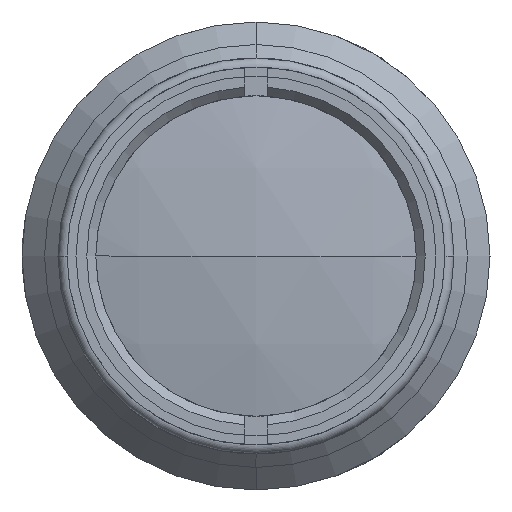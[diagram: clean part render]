
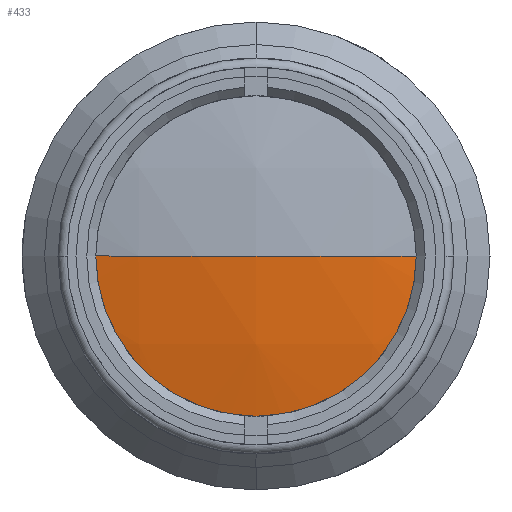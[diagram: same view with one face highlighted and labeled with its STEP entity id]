
A CAD part, left-side view. The second image highlights one B-rep face of the part: STEP entity #433.
In plain terms, the highlighted spherical face has radius 87.5 mm.
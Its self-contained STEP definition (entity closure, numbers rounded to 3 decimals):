
#15 = CARTESIAN_POINT ( 'NONE',  ( -76.683, 0., 0. ) ) ;
#33 = EDGE_CURVE ( 'NONE', #2298, #714, #1972, .T. ) ;
#168 = CARTESIAN_POINT ( 'NONE',  ( -76.683, 19.5, 0. ) ) ;
#316 = CIRCLE ( 'NONE', #576, 87.5 ) ;
#326 = DIRECTION ( 'NONE',  ( 0., 0., -1. ) ) ;
#433 = ADVANCED_FACE ( 'NONE', ( #1876 ), #1844, .T. ) ;
#438 = CARTESIAN_POINT ( 'NONE',  ( 8.616, 0., 0. ) ) ;
#489 = DIRECTION ( 'NONE',  ( 1., 0., 0. ) ) ;
#535 = DIRECTION ( 'NONE',  ( 0., 0., 1. ) ) ;
#562 = AXIS2_PLACEMENT_3D ( 'NONE', #15, #2497, #535 ) ;
#565 = AXIS2_PLACEMENT_3D ( 'NONE', #2579, #326, #589 ) ;
#576 = AXIS2_PLACEMENT_3D ( 'NONE', #771, #1533, #2584 ) ;
#589 = DIRECTION ( 'NONE',  ( 0., 1., 0. ) ) ;
#714 = VERTEX_POINT ( 'NONE', #1168 ) ;
#771 = CARTESIAN_POINT ( 'NONE',  ( 8.616, 0., 0. ) ) ;
#1017 = CARTESIAN_POINT ( 'NONE',  ( -78.884, 0., 0. ) ) ;
#1053 = ORIENTED_EDGE ( 'NONE', *, *, #2639, .F. ) ;
#1147 = AXIS2_PLACEMENT_3D ( 'NONE', #438, #2437, #489 ) ;
#1168 = CARTESIAN_POINT ( 'NONE',  ( -76.683, -19.5, 0. ) ) ;
#1533 = DIRECTION ( 'NONE',  ( 0., 0., -1. ) ) ;
#1703 = ORIENTED_EDGE ( 'NONE', *, *, #33, .T. ) ;
#1844 = SPHERICAL_SURFACE ( 'NONE', #565, 87.5 ) ;
#1858 = EDGE_LOOP ( 'NONE', ( #1703, #2576, #1053 ) ) ;
#1876 = FACE_OUTER_BOUND ( 'NONE', #1858, .T. ) ;
#1972 = CIRCLE ( 'NONE', #562, 19.5 ) ;
#2298 = VERTEX_POINT ( 'NONE', #168 ) ;
#2437 = DIRECTION ( 'NONE',  ( 0., 0., 1. ) ) ;
#2497 = DIRECTION ( 'NONE',  ( -1., 0., 0. ) ) ;
#2576 = ORIENTED_EDGE ( 'NONE', *, *, #2800, .T. ) ;
#2579 = CARTESIAN_POINT ( 'NONE',  ( 8.616, 0., 0. ) ) ;
#2584 = DIRECTION ( 'NONE',  ( -1., 0., 0. ) ) ;
#2639 = EDGE_CURVE ( 'NONE', #2298, #3008, #3216, .T. ) ;
#2800 = EDGE_CURVE ( 'NONE', #714, #3008, #316, .T. ) ;
#3008 = VERTEX_POINT ( 'NONE', #1017 ) ;
#3216 = CIRCLE ( 'NONE', #1147, 87.5 ) ;
